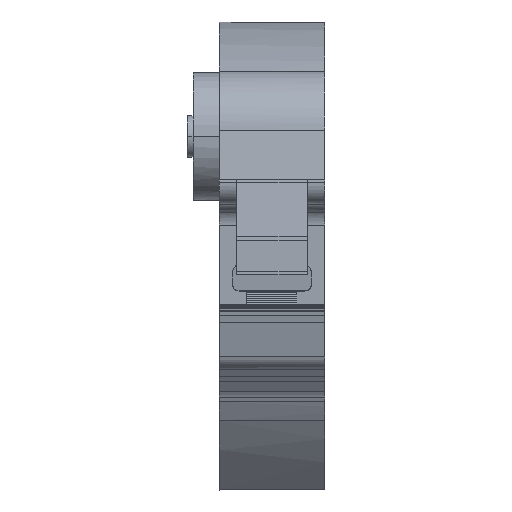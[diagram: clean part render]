
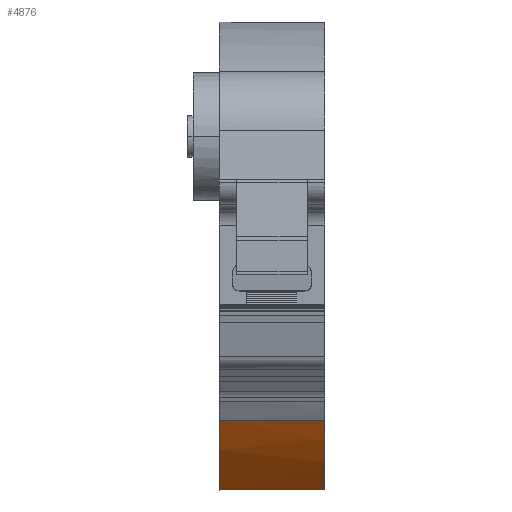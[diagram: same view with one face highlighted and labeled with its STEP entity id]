
A CAD part, top view. The second image highlights one B-rep face of the part: STEP entity #4876.
In plain terms, the highlighted cylindrical face has radius 199.93 mm (diameter 399.86 mm), a partial arc.
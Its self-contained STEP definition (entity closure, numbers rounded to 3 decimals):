
#4855=AXIS2_PLACEMENT_3D('Cylinder Axis2P3D',#4852,#4853,#4854) ;
#4859=AXIS2_PLACEMENT_3D('Circle Axis2P3D',#4857,#4858,$) ;
#1453=CARTESIAN_POINT('Vertex',(0.,-0.347,13.889)) ;
#1457=CARTESIAN_POINT('Control Point',(0.,-0.347,13.889)) ;
#1458=CARTESIAN_POINT('Control Point',(0.,1.709,17.888)) ;
#1459=CARTESIAN_POINT('Control Point',(0.,3.652,21.942)) ;
#1460=CARTESIAN_POINT('Control Point',(0.,5.479,26.048)) ;
#1461=CARTESIAN_POINT('Control Point',(0.,7.19,30.204)) ;
#1462=CARTESIAN_POINT('Control Point',(0.,8.785,34.409)) ;
#1463=CARTESIAN_POINT('Vertex',(0.,8.785,34.409)) ;
#1467=CARTESIAN_POINT('Control Point',(0.,8.785,34.409)) ;
#1468=CARTESIAN_POINT('Control Point',(0.,10.38,38.614)) ;
#1469=CARTESIAN_POINT('Control Point',(0.,11.855,42.859)) ;
#1470=CARTESIAN_POINT('Control Point',(0.,13.211,47.145)) ;
#1471=CARTESIAN_POINT('Control Point',(0.,14.445,51.467)) ;
#1472=CARTESIAN_POINT('Control Point',(0.,15.558,55.824)) ;
#1473=CARTESIAN_POINT('Vertex',(0.,15.558,55.824)) ;
#4836=CARTESIAN_POINT('Vertex',(24.24,-0.347,13.889)) ;
#4839=CARTESIAN_POINT('Line Origine',(12.12,-0.347,13.889)) ;
#4852=CARTESIAN_POINT('Axis2P3D Location',(12.12,-178.151,105.31)) ;
#4857=CARTESIAN_POINT('Axis2P3D Location',(24.24,-178.151,105.31)) ;
#4861=CARTESIAN_POINT('Vertex',(24.24,15.558,55.824)) ;
#4864=CARTESIAN_POINT('Line Origine',(12.12,15.558,55.824)) ;
#4840=DIRECTION('Vector Direction',(-1.,0.,0.)) ;
#4853=DIRECTION('Axis2P3D Direction',(1.,0.,0.)) ;
#4854=DIRECTION('Axis2P3D XDirection',(0.,0.,-1.)) ;
#4858=DIRECTION('Axis2P3D Direction',(1.,0.,0.)) ;
#4865=DIRECTION('Vector Direction',(1.,0.,0.)) ;
#4841=VECTOR('Line Direction',#4840,1.) ;
#4866=VECTOR('Line Direction',#4865,1.) ;
#4870=ORIENTED_EDGE('',*,*,#1475,.F.) ;
#4871=ORIENTED_EDGE('',*,*,#1465,.F.) ;
#4872=ORIENTED_EDGE('',*,*,#4843,.F.) ;
#4873=ORIENTED_EDGE('',*,*,#4863,.F.) ;
#4874=ORIENTED_EDGE('',*,*,#4868,.F.) ;
#4876=ADVANCED_FACE('Koerper.2',(#4875),#4856,.F.) ;
#1456=B_SPLINE_CURVE_WITH_KNOTS('',5,(#1457,#1458,#1459,#1460,#1461,#1462),.UNSPECIFIED.,.F.,.U.,(6,6),(0.,31.789),.UNSPECIFIED.) ;
#1466=B_SPLINE_CURVE_WITH_KNOTS('',5,(#1467,#1468,#1469,#1470,#1471,#1472),.UNSPECIFIED.,.F.,.U.,(6,6),(0.,31.789),.UNSPECIFIED.) ;
#4860=CIRCLE('generated circle',#4859,199.93) ;
#4856=CYLINDRICAL_SURFACE('generated cylinder',#4855,199.93) ;
#1465=EDGE_CURVE('',#1454,#1464,#1456,.T.) ;
#1475=EDGE_CURVE('',#1464,#1474,#1466,.T.) ;
#4843=EDGE_CURVE('',#4837,#1454,#4842,.T.) ;
#4863=EDGE_CURVE('',#4862,#4837,#4860,.F.) ;
#4868=EDGE_CURVE('',#1474,#4862,#4867,.T.) ;
#4869=EDGE_LOOP('',(#4870,#4871,#4872,#4873,#4874)) ;
#4875=FACE_OUTER_BOUND('',#4869,.T.) ;
#4842=LINE('Line',#4839,#4841) ;
#4867=LINE('Line',#4864,#4866) ;
#1454=VERTEX_POINT('',#1453) ;
#1464=VERTEX_POINT('',#1463) ;
#1474=VERTEX_POINT('',#1473) ;
#4837=VERTEX_POINT('',#4836) ;
#4862=VERTEX_POINT('',#4861) ;
